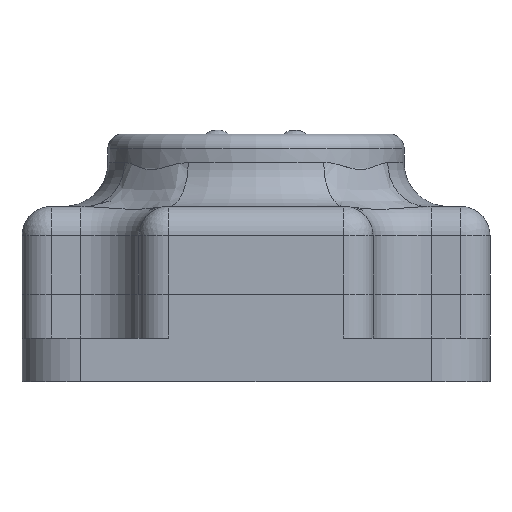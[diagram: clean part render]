
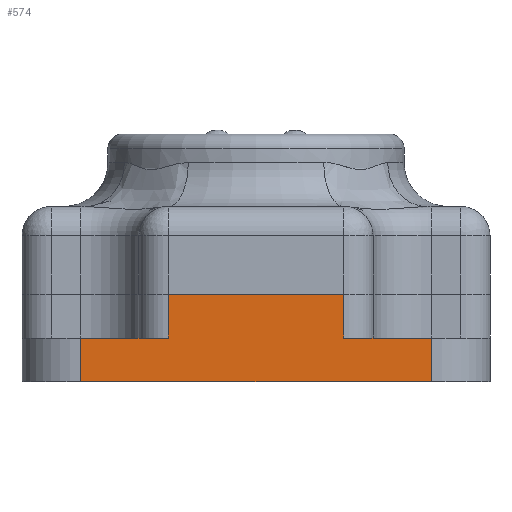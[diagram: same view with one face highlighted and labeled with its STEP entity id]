
A CAD part, left-side view. The second image highlights one B-rep face of the part: STEP entity #574.
In plain terms, the highlighted planar face has unit normal (-1, 0, 0).
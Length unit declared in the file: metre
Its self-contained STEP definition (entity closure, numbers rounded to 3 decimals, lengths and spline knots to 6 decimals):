
#574 = ADVANCED_FACE( '', ( #1089 ), #1090, .T. );
#1089 = FACE_OUTER_BOUND( '', #1917, .T. );
#1090 = PLANE( '', #1918 );
#1917 = EDGE_LOOP( '', ( #2858, #2859, #2860, #2861, #2862, #2863, #2864, #2865 ) );
#1918 = AXIS2_PLACEMENT_3D( '', #2866, #2867, #2868 );
#2858 = ORIENTED_EDGE( '', *, *, #3912, .F. );
#2859 = ORIENTED_EDGE( '', *, *, #3913, .F. );
#2860 = ORIENTED_EDGE( '', *, *, #3672, .F. );
#2861 = ORIENTED_EDGE( '', *, *, #3695, .F. );
#2862 = ORIENTED_EDGE( '', *, *, #3914, .F. );
#2863 = ORIENTED_EDGE( '', *, *, #3915, .F. );
#2864 = ORIENTED_EDGE( '', *, *, #3916, .T. );
#2865 = ORIENTED_EDGE( '', *, *, #3917, .F. );
#2866 = CARTESIAN_POINT( '', ( 0., 0.032, 0. ) );
#2867 = DIRECTION( '', ( -1., 0., 0. ) );
#2868 = DIRECTION( '', ( 0., 1., 0. ) );
#3672 = EDGE_CURVE( '', #4216, #4218, #4219, .T. );
#3695 = EDGE_CURVE( '', #4257, #4216, #4259, .T. );
#3912 = EDGE_CURVE( '', #4595, #4596, #4597, .T. );
#3913 = EDGE_CURVE( '', #4218, #4595, #4598, .T. );
#3914 = EDGE_CURVE( '', #4599, #4257, #4600, .T. );
#3915 = EDGE_CURVE( '', #4601, #4599, #4602, .T. );
#3916 = EDGE_CURVE( '', #4601, #4603, #4604, .T. );
#3917 = EDGE_CURVE( '', #4596, #4603, #4605, .T. );
#4216 = VERTEX_POINT( '', #4971 );
#4218 = VERTEX_POINT( '', #4973 );
#4219 = LINE( '', #4974, #4975 );
#4257 = VERTEX_POINT( '', #5023 );
#4259 = LINE( '', #5025, #5026 );
#4595 = VERTEX_POINT( '', #5554 );
#4596 = VERTEX_POINT( '', #5555 );
#4597 = LINE( '', #5556, #5557 );
#4598 = LINE( '', #5558, #5559 );
#4599 = VERTEX_POINT( '', #5560 );
#4600 = LINE( '', #5561, #5562 );
#4601 = VERTEX_POINT( '', #5563 );
#4602 = LINE( '', #5564, #5565 );
#4603 = VERTEX_POINT( '', #5566 );
#4604 = LINE( '', #5567, #5568 );
#4605 = LINE( '', #5569, #5570 );
#4971 = CARTESIAN_POINT( '', ( 0., 0.022, 0.006 ) );
#4973 = CARTESIAN_POINT( '', ( 0., 0.01, 0.006 ) );
#4974 = CARTESIAN_POINT( '', ( 0., 0.028, 0.006 ) );
#4975 = VECTOR( '', #5963, 1. );
#5023 = CARTESIAN_POINT( '', ( 0., 0.022, 0.003 ) );
#5025 = CARTESIAN_POINT( '', ( 0., 0.022, 0.0015 ) );
#5026 = VECTOR( '', #6004, 1. );
#5554 = CARTESIAN_POINT( '', ( 0., 0.01, 0.003 ) );
#5555 = CARTESIAN_POINT( '', ( 0., 0.004, 0.003 ) );
#5556 = CARTESIAN_POINT( '', ( 0., 0.032, 0.003 ) );
#5557 = VECTOR( '', #6296, 1. );
#5558 = CARTESIAN_POINT( '', ( 0., 0.01, 0.0015 ) );
#5559 = VECTOR( '', #6297, 1. );
#5560 = CARTESIAN_POINT( '', ( 0., 0.028, 0.003 ) );
#5561 = CARTESIAN_POINT( '', ( 0., 0.032, 0.003 ) );
#5562 = VECTOR( '', #6298, 1. );
#5563 = CARTESIAN_POINT( '', ( 0., 0.028, 0. ) );
#5564 = CARTESIAN_POINT( '', ( 0., 0.028, 0. ) );
#5565 = VECTOR( '', #6299, 1. );
#5566 = CARTESIAN_POINT( '', ( 0., 0.004, 0. ) );
#5567 = CARTESIAN_POINT( '', ( 0., 0.032, 0. ) );
#5568 = VECTOR( '', #6300, 1. );
#5569 = CARTESIAN_POINT( '', ( 0., 0.004, 0. ) );
#5570 = VECTOR( '', #6301, 1. );
#5963 = DIRECTION( '', ( 0., -1., 0. ) );
#6004 = DIRECTION( '', ( 0., 0., 1. ) );
#6296 = DIRECTION( '', ( 0., -1., 0. ) );
#6297 = DIRECTION( '', ( 0., 0., -1. ) );
#6298 = DIRECTION( '', ( 0., -1., 0. ) );
#6299 = DIRECTION( '', ( 0., 0., 1. ) );
#6300 = DIRECTION( '', ( 0., -1., 0. ) );
#6301 = DIRECTION( '', ( 0., 0., -1. ) );
